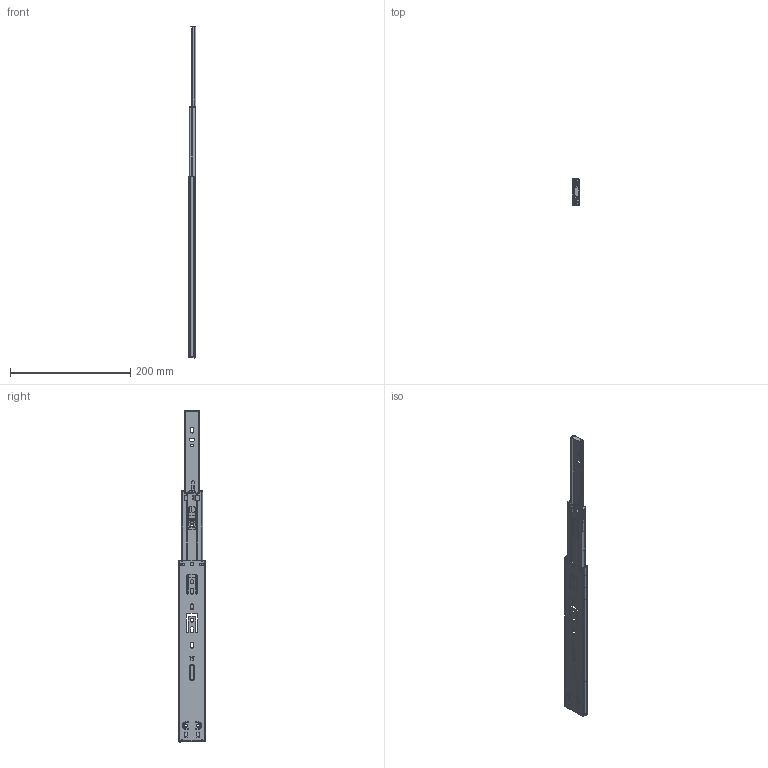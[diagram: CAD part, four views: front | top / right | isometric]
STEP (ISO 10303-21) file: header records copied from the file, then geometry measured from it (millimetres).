
FILE_DESCRIPTION (( 'STEP AP214' ), '1' );
FILE_NAME ('45#Ë«»º³å12´çopen.STEP', '2024-10-10T08:47:10', ( '' ), ( '' ), 'SwSTEP 2.0', 'SolidWorks 2016', '' );
FILE_SCHEMA (( 'AUTOMOTIVE_DESIGN' ));
Length unit declared in the file: millimetre
Products named in the file (13): 紩沭60; 45#邧遣喳俋寢12渡; 導邧2; 詩紩4.72; 45癹弇坶; 45#邧遣喳囀寢12渡; 邧遣蝶諶; 45#邧遣喳笢寢12渡; 導邧1; 45#邧遣喳12渡open; 導邧粟; 45中轨胶塞; 45紩殤12渡
Assembly tree (36 placements, depth 3):
  45#邧遣喳12渡open
    45#邧遣喳俋寢12渡
    45#邧遣喳笢寢12渡
    45#邧遣喳囀寢12渡
    45紩殤12渡
    詩紩4.72  x24
    紩沭60  x2
    導邧粟
      導邧1
      導邧2
    45中轨胶塞
    邧遣蝶諶
    45癹弇坶
Bounding box: 13.23 x 45.47 x 552.01 mm (x, y, z)
Volume: 69230.8 mm3; surface area: 116447.1 mm2
Topology: 37 solids, 37 shells, 2373 faces, 6664 edges, 4159 vertices
Faces by surface type: plane 1048, cylinder 795, bspline 189, sphere 164, torus 142, cone 35
Entity records: 73048 total; most frequent: CARTESIAN_POINT 19248, ORIENTED_EDGE 11676, DIRECTION 10618, EDGE_CURVE 5838, VERTEX_POINT 3723, AXIS2_PLACEMENT_3D 3623, VECTOR 3372, LINE 3372
